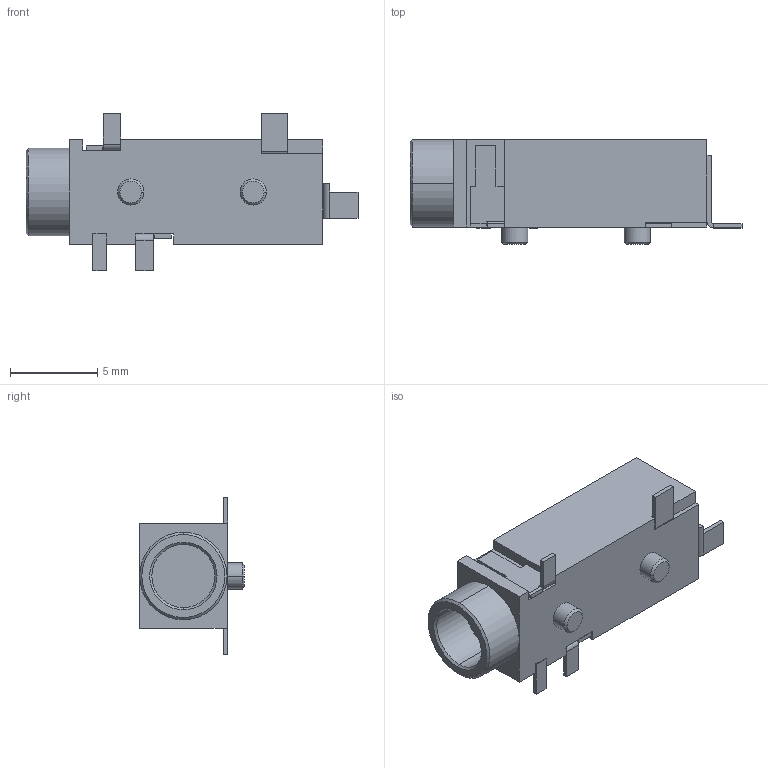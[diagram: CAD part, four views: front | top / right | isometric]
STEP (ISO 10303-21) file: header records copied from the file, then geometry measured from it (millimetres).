
FILE_DESCRIPTION (( 'STEP AP214' ), '1' );
FILE_NAME ('35RASMT4BHNTRX.STEP', '2022-06-10T18:07:41', ( '' ), ( '' ), 'SwSTEP 2.0', 'SolidWorks 2017', '' );
FILE_SCHEMA (( 'AUTOMOTIVE_DESIGN' ));
Length unit declared in the file: inch
Products named in the file (1): 35RASMT4BHNTRX
Bounding box: 19 x 5.99 x 8.99 mm (x, y, z)
Volume: 456.5 mm3; surface area: 544.1 mm2
Topology: 6 solids, 6 shells, 118 faces, 271 edges, 168 vertices
Faces by surface type: plane 95, cylinder 15, cone 8
Entity records: 3348 total; most frequent: CARTESIAN_POINT 564, DIRECTION 547, ORIENTED_EDGE 542, EDGE_CURVE 271, LINE 229, VECTOR 229, VERTEX_POINT 168, AXIS2_PLACEMENT_3D 159
